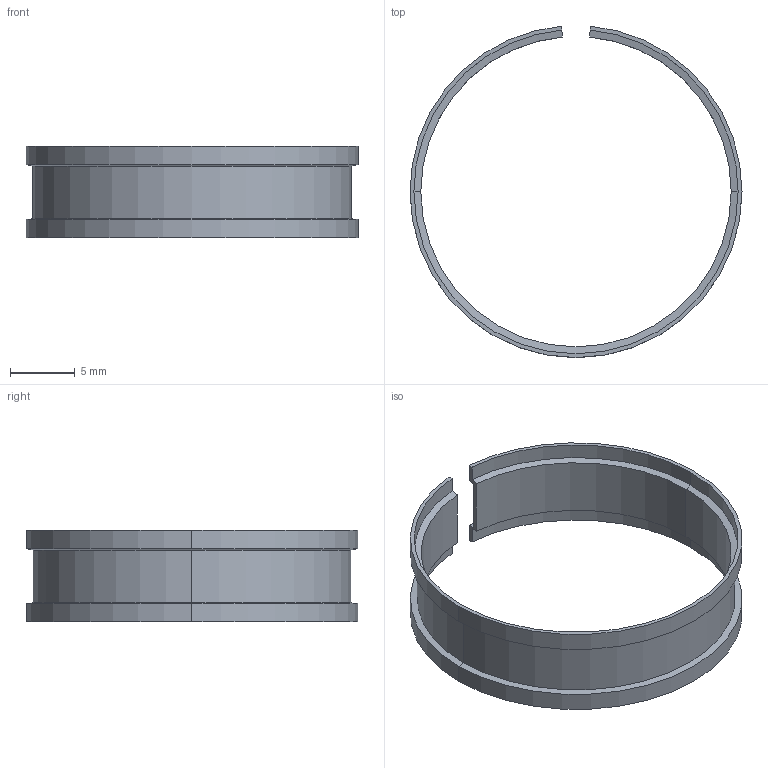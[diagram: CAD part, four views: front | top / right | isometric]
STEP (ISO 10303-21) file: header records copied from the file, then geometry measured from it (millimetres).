
FILE_DESCRIPTION(('STEP AP214'),'1');
FILE_NAME(' ',' ',('TraceParts'),('TraceParts S.A.'),'XStep 1.0',' ',' ');
FILE_SCHEMA(('automotive_design'));
Length unit declared in the file: millimetre
Products named in the file (1): 1
Bounding box: 25.67 x 25.62 x 7.1 mm (x, y, z)
Volume: 177.7 mm3; surface area: 1262.4 mm2
Topology: 1 solids, 1 shells, 34 faces, 80 edges, 48 vertices
Faces by surface type: cylinder 18, cone 12, plane 4
Entity records: 1908 total; most frequent: DIRECTION 186, STYLED_ITEM 163, PRESENTATION_STYLE_ASSIGNMENT 163, CARTESIAN_POINT 163, COLOUR_RGB 163, ORIENTED_EDGE 160, EDGE_CURVE 80, CURVE_STYLE 80
